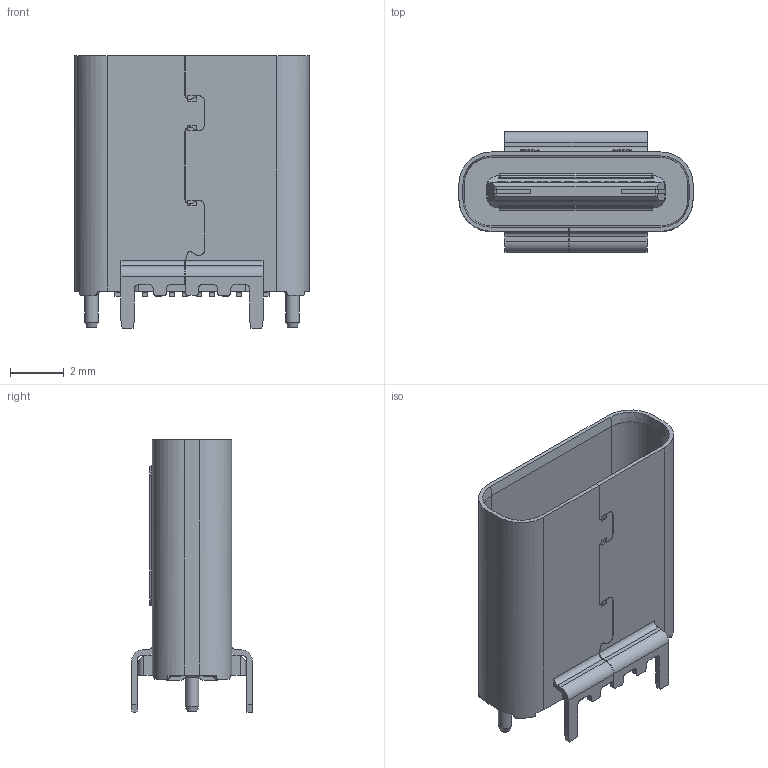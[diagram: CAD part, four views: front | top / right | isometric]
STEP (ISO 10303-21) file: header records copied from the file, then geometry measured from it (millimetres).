
FILE_DESCRIPTION(/* description */ (''),/* implementation_level */ '2;1');
FILE_NAME(/* name */ 'Amphenol ICC - 10132328-10011LF.step',/* time_stamp */ '2020-05-13T18:52:59+01:00',/* author */ (''),/* organization */ (''),/* preprocessor_version */ 'ST-DEVELOPER v18.1',/* originating_system */ 'Autodesk Translation Framework v9.2.0.1227',/* authorisation */ '');
FILE_SCHEMA (('AUTOMOTIVE_DESIGN { 1 0 10303 214 3 1 1 }'));
Length unit declared in the file: millimetre
Products named in the file (1): Amphenol ICC - 10132328-10011LF
Bounding box: 8.74 x 4.5 x 10.18 mm (x, y, z)
Volume: 118.8 mm3; surface area: 504.2 mm2
Topology: 1 solids, 1 shells, 933 faces, 2593 edges, 1687 vertices
Faces by surface type: plane 721, cylinder 188, cone 12, torus 8, bspline 4
Full cylindrical faces by diameter (mm): 0.5 x2
Entity records: 31061 total; most frequent: CARTESIAN_POINT 6269, ORIENTED_EDGE 5186, DIRECTION 4831, EDGE_CURVE 2593, LINE 2143, VECTOR 2143, VERTEX_POINT 1687, AXIS2_PLACEMENT_3D 1344
